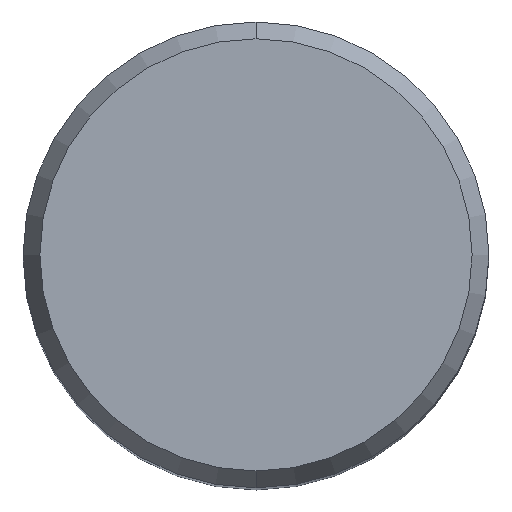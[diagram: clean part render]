
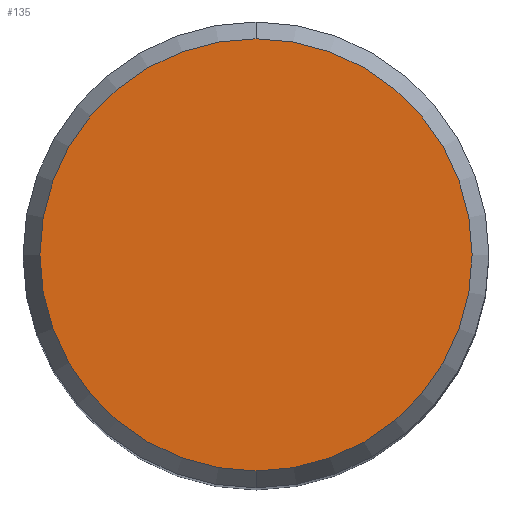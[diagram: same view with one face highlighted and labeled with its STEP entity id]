
A CAD part, top view. The second image highlights one B-rep face of the part: STEP entity #135.
In plain terms, the highlighted planar face has unit normal (0, 0, 1).
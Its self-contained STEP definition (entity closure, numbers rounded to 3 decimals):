
#135=ADVANCED_FACE('',(#287),#288,.T.);
#147=EDGE_CURVE('',#229,#195,#302,.T.);
#161=EDGE_CURVE('',#195,#229,#317,.T.);
#195=VERTEX_POINT('',#358);
#229=VERTEX_POINT('',#397);
#287=FACE_OUTER_BOUND('',#462,.T.);
#288=PLANE('',#463);
#302=CIRCLE('',#480,8.837);
#317=CIRCLE('',#500,8.837);
#358=CARTESIAN_POINT('',(0.0,8.837,0.0));
#397=CARTESIAN_POINT('',(0.,-8.837,0.0));
#462=EDGE_LOOP('',(#628,#629));
#463=AXIS2_PLACEMENT_3D('',#630,#631,#632);
#480=AXIS2_PLACEMENT_3D('',#655,#656,#657);
#500=AXIS2_PLACEMENT_3D('',#672,#673,#674);
#628=ORIENTED_EDGE('',*,*,#161,.F.);
#629=ORIENTED_EDGE('',*,*,#147,.F.);
#630=CARTESIAN_POINT('',(0.0,4.419,0.0));
#631=DIRECTION('',(-0.0,0.0,1.0));
#632=DIRECTION('',(0.0,-1.0,0.0));
#655=CARTESIAN_POINT('',(0.0,0.0,0.0));
#656=DIRECTION('',(0.0,0.0,-1.0));
#657=DIRECTION('',(0.0,1.0,0.0));
#672=CARTESIAN_POINT('',(0.0,0.0,0.0));
#673=DIRECTION('',(0.0,0.0,-1.0));
#674=DIRECTION('',(0.0,1.0,0.0));
